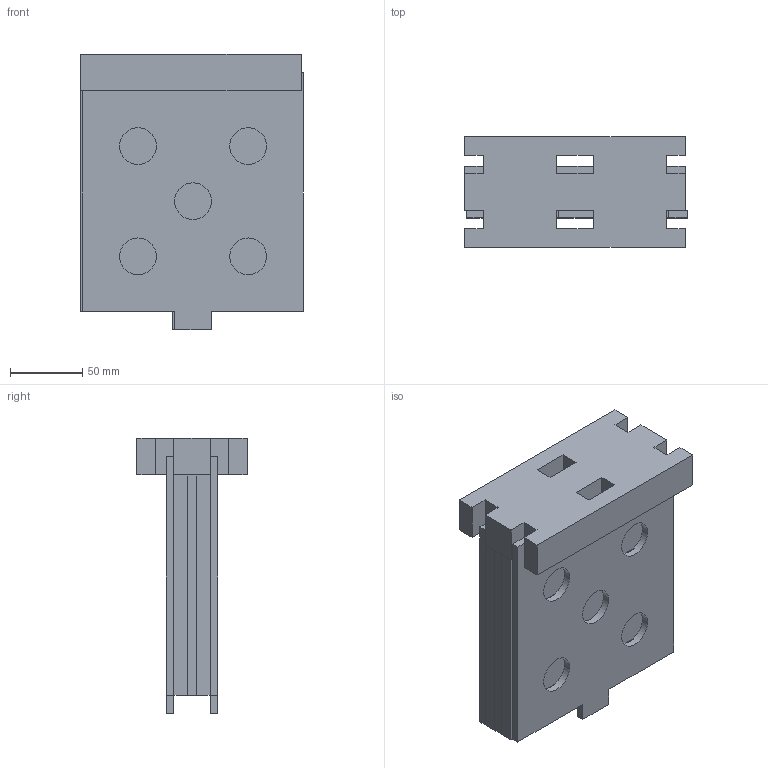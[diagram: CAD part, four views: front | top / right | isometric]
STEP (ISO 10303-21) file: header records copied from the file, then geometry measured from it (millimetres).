
FILE_DESCRIPTION(/* description */ (''),/* implementation_level */ '2;1');
FILE_NAME(/* name */ 'Toaster with improved heating elements.stp',/* time_stamp */ '2024-10-30T12:11:15-04:00',/* author */ ('jjk'),/* organization */ (''),/* preprocessor_version */ 'ST-DEVELOPER v20',/* originating_system */ 'Autodesk Inventor 2025',/* authorisation */ '');
FILE_SCHEMA (('AUTOMOTIVE_DESIGN { 1 0 10303 214 3 1 1 }'));
Length unit declared in the file: inch
Products named in the file (7): Toaster with improved heating elements; Base; air layer; bread; improved heating plate with heating elements; Heating Plate; flat 32 gauge nichrome wire
Assembly tree (13 placements, depth 3):
  Toaster with improved heating elements
    Base
    air layer  x2
    bread
    improved heating plate with heating elements  x2
      Heating Plate
      flat 32 gauge nichrome wire
Bounding box: 153.87 x 76.2 x 190.5 mm (x, y, z)
Volume: 1062829.1 mm3; surface area: 292707 mm2
Topology: 18 solids, 18 shells, 166 faces, 390 edges, 260 vertices
Faces by surface type: plane 156, cylinder 10
Full cylindrical faces by diameter (mm): 25.4 x10
Entity records: 2460 total; most frequent: CARTESIAN_POINT 396, DIRECTION 375, ORIENTED_EDGE 366, EDGE_CURVE 183, LINE 173, VECTOR 173, VERTEX_POINT 122, AXIS2_PLACEMENT_3D 101
